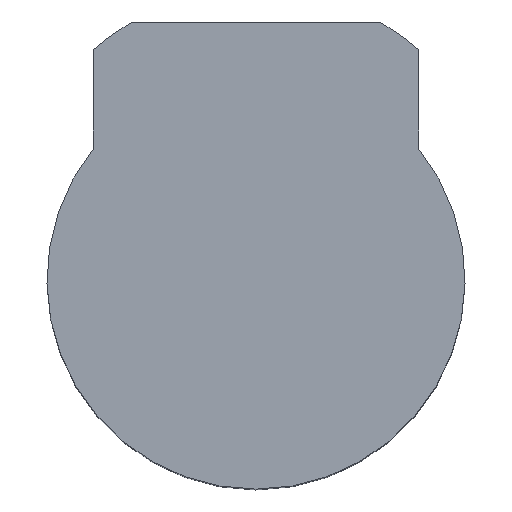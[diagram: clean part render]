
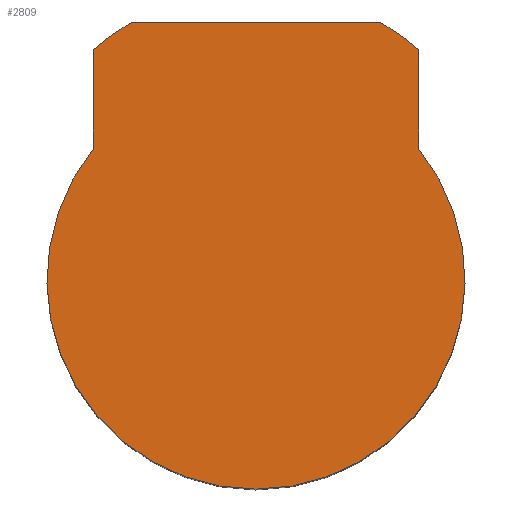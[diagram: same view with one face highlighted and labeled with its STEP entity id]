
A CAD part, top view. The second image highlights one B-rep face of the part: STEP entity #2809.
In plain terms, the highlighted planar face has unit normal (0, 0, 1).
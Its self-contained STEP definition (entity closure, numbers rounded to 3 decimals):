
#1=CARTESIAN_POINT('',(0.,0.,4.6));
#2=DIRECTION('',(0.,0.,1.));
#3=DIRECTION('',(-0.779,0.627,0.));
#4=AXIS2_PLACEMENT_3D('',#1,#2,#3);
#19=DIRECTION('',(0.,-1.,0.));
#20=VECTOR('',#19,6.08);
#21=CARTESIAN_POINT('',(-9.975,14.101,4.6));
#22=LINE('',#21,#20);
#23=CARTESIAN_POINT('',(0.,2.5,4.6));
#24=DIRECTION('',(0.,0.,1.));
#25=DIRECTION('',(-0.494,0.869,0.));
#26=AXIS2_PLACEMENT_3D('',#23,#24,#25);
#28=DIRECTION('',(-1.,0.,0.));
#29=VECTOR('',#28,15.126);
#30=CARTESIAN_POINT('',(7.563,15.8,4.6));
#31=LINE('',#30,#29);
#32=CARTESIAN_POINT('',(0.,2.5,4.6));
#33=DIRECTION('',(0.,0.,1.));
#34=DIRECTION('',(0.652,0.758,0.));
#35=AXIS2_PLACEMENT_3D('',#32,#33,#34);
#37=DIRECTION('',(0.,1.,0.));
#38=VECTOR('',#37,6.08);
#39=CARTESIAN_POINT('',(9.975,8.021,4.6));
#40=LINE('',#39,#38);
#2273=CARTESIAN_POINT('',(9.975,14.101,4.6));
#2274=CARTESIAN_POINT('',(7.563,15.8,4.6));
#2275=VERTEX_POINT('',#2273);
#2276=VERTEX_POINT('',#2274);
#2277=CARTESIAN_POINT('',(-7.563,15.8,4.6));
#2278=VERTEX_POINT('',#2277);
#2279=CARTESIAN_POINT('',(-9.975,14.101,4.6));
#2280=VERTEX_POINT('',#2279);
#2290=CARTESIAN_POINT('',(-9.975,8.021,4.6));
#2292=VERTEX_POINT('',#2290);
#2294=CARTESIAN_POINT('',(9.975,8.021,4.6));
#2296=VERTEX_POINT('',#2294);
#2791=CARTESIAN_POINT('',(0.,0.,4.6));
#2792=DIRECTION('',(0.,0.,1.));
#2793=DIRECTION('',(0.,1.,0.));
#2794=AXIS2_PLACEMENT_3D('',#2791,#2792,#2793);
#2795=PLANE('',#2794);
#2796=ORIENTED_EDGE('',*,*,#2780,.F.);
#2798=ORIENTED_EDGE('',*,*,#2797,.F.);
#2800=ORIENTED_EDGE('',*,*,#2799,.F.);
#2802=ORIENTED_EDGE('',*,*,#2801,.F.);
#2804=ORIENTED_EDGE('',*,*,#2803,.F.);
#2806=ORIENTED_EDGE('',*,*,#2805,.F.);
#2807=EDGE_LOOP('',(#2796,#2798,#2800,#2802,#2804,#2806));
#2808=FACE_OUTER_BOUND('',#2807,.F.);
#2809=ADVANCED_FACE('',(#2808),#2795,.T.);
#5=CIRCLE('',#4,12.8);
#27=CIRCLE('',#26,15.3);
#36=CIRCLE('',#35,15.3);
#2780=EDGE_CURVE('',#2292,#2296,#5,.T.);
#2797=EDGE_CURVE('',#2280,#2292,#22,.T.);
#2799=EDGE_CURVE('',#2278,#2280,#27,.T.);
#2801=EDGE_CURVE('',#2276,#2278,#31,.T.);
#2803=EDGE_CURVE('',#2275,#2276,#36,.T.);
#2805=EDGE_CURVE('',#2296,#2275,#40,.T.);
